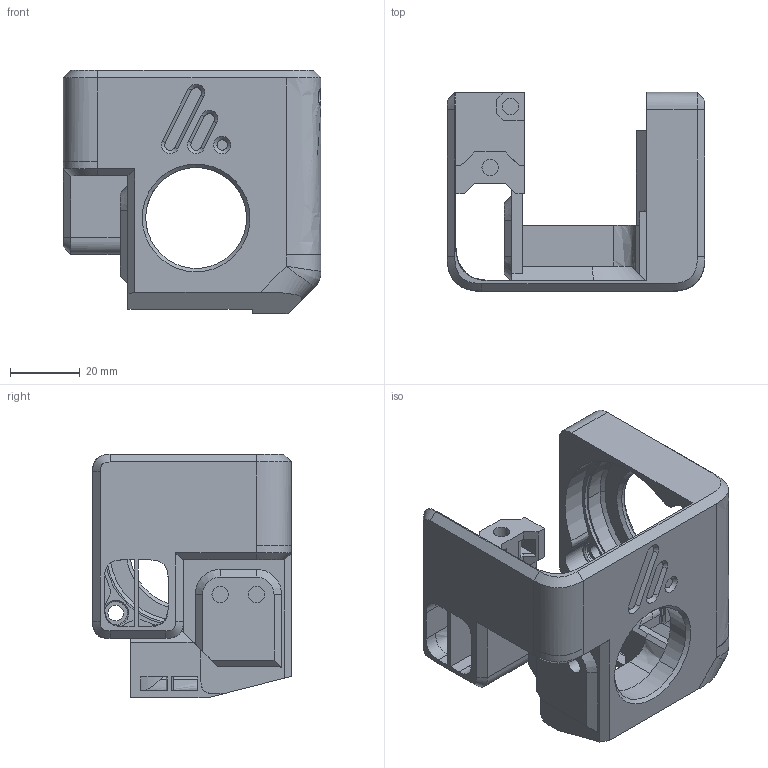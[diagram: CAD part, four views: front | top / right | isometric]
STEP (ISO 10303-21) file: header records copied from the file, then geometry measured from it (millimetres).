
FILE_DESCRIPTION(/* description */ ('STEP AP242','CAx-IF Rec.Pracs.---Representation and Presentation of Product Manufacturing Information (PMI)---4.0---2014-10-13','CAx-IF Rec.Pracs.---3D Tessellated Geometry---0.4---2014-09-14','2;1'),/* implementation_level */ '2;1');
FILE_NAME(/* name */ '635eb60dfc832d756ab27414',/* time_stamp */ '2022-10-30T17:36:14+00:00',/* author */ (''),/* organization */ (''),/* preprocessor_version */ 'ST-DEVELOPER v18.102',/* originating_system */ ' ',/* authorisation */ ' ');
FILE_SCHEMA (('AP242_MANAGED_MODEL_BASED_3D_ENGINEERING_MIM_LF { 1 0 10303 442 1 1 4 }'));
Length unit declared in the file: metre
Products named in the file (1): PCF_Duct
Bounding box: 74.19 x 57.16 x 69.98 mm (x, y, z)
Volume: 52469.1 mm3; surface area: 33407.2 mm2
Topology: 1 solids, 1 shells, 346 faces, 994 edges, 648 vertices
Faces by surface type: plane 200, bspline 82, cylinder 40, cone 24
Full cylindrical faces by diameter (mm): 3.25 x1, 4.5 x1, 4.7 x5, 6.25 x1, 32 x1
Entity records: 12563 total; most frequent: CARTESIAN_POINT 4183, ORIENTED_EDGE 1952, DIRECTION 1368, EDGE_CURVE 976, VERTEX_POINT 644, LINE 604, VECTOR 604, EDGE_LOOP 386
